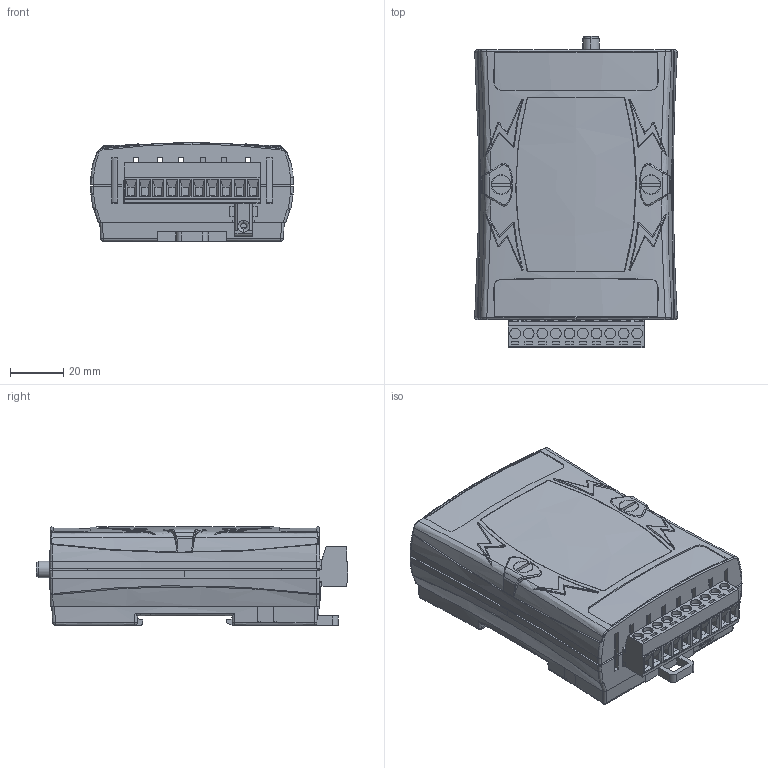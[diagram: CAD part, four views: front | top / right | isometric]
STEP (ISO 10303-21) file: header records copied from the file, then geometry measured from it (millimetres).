
FILE_DESCRIPTION (( 'STEP AP203' ), '1' );
FILE_NAME ('I-7540D-WF.STEP', '2018-08-22T08:34:05', ( 'user' ), ( '' ), 'SwSTEP 2.0', 'SolidWorks 2013', '' );
FILE_SCHEMA (( 'CONFIG_CONTROL_DESIGN' ));
Length unit declared in the file: millimetre
Products named in the file (16): 7000-BG-02.sldasm-Part-6; 7000-BG-02.sldasm-Part-4; Block-5.08-10pin-M; 7000-BG-02.sldasm-Part-5; DC-PowerPin(5.08)-10pin-90; FGPCB; I-7540D-WF_PCB; 7000-BG-02.sldasm-Part-7; I-7540D-WF_上蓋-1; 7000-a-002.sldasm-Part-4-1; I-7540D-WF_下蓋-1; I-7540D-WF; 7000-bg-06; 7000-BG-02.sldasm-Part-1; M2M-711D_I-7540D-WF板框; 7000-BG-02.sldasm-Part-3
Assembly tree (16 placements, depth 3):
  I-7540D-WF
    I-7540D-WF_PCB
      M2M-711D_I-7540D-WF板框
      7000-BG-02.sldasm-Part-6
      Block-5.08-10pin-M
      DC-PowerPin(5.08)-10pin-90
    7000-bg-06
      I-7540D-WF_上蓋-1
      I-7540D-WF_下蓋-1
    7000-BG-02.sldasm-Part-1
    FGPCB
      7000-BG-02.sldasm-Part-3
      7000-BG-02.sldasm-Part-4
      7000-BG-02.sldasm-Part-5
    7000-BG-02.sldasm-Part-7  x2
    7000-a-002.sldasm-Part-4-1
Bounding box: 75.84 x 116.8 x 36.9 mm (x, y, z)
Volume: 79990.8 mm3; surface area: 97396.9 mm2
Topology: 13 solids, 13 shells, 2385 faces, 6555 edges, 4282 vertices
Faces by surface type: plane 1437, cylinder 634, bspline 194, sphere 62, cone 54, torus 4
Entity records: 82646 total; most frequent: CARTESIAN_POINT 25135, ORIENTED_EDGE 12384, DIRECTION 10390, EDGE_CURVE 6192, LINE 4100, VECTOR 4100, VERTEX_POINT 4048, AXIS2_PLACEMENT_3D 3145
